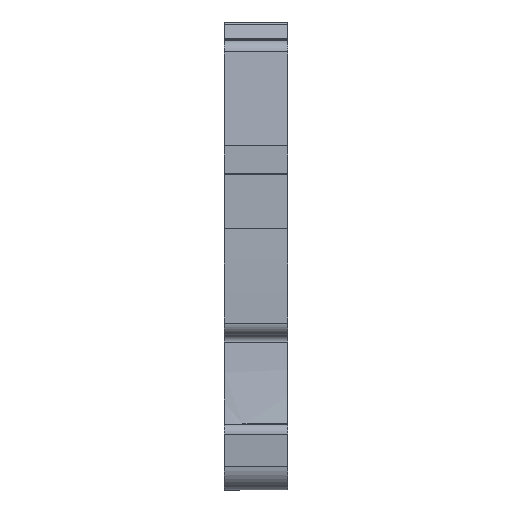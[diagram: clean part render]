
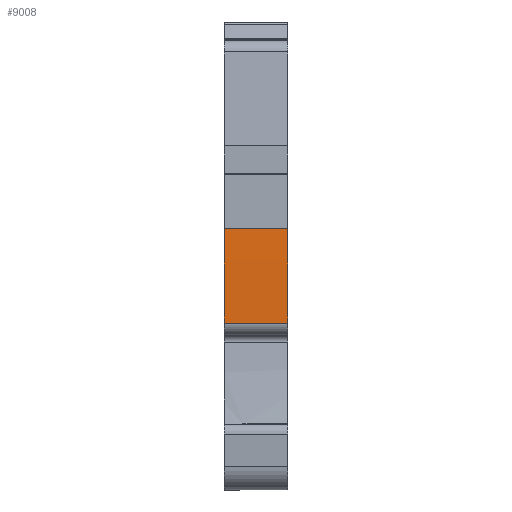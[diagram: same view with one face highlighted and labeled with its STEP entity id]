
A CAD part, front view. The second image highlights one B-rep face of the part: STEP entity #9008.
In plain terms, the highlighted cylindrical face has radius 154.9 mm (diameter 309.8 mm), a partial arc.
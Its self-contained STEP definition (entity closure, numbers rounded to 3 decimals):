
#8981=AXIS2_PLACEMENT_3D('Cylinder Axis2P3D',#8978,#8979,#8980) ;
#8985=AXIS2_PLACEMENT_3D('Circle Axis2P3D',#8983,#8984,$) ;
#8999=AXIS2_PLACEMENT_3D('Circle Axis2P3D',#8997,#8998,$) ;
#8952=CARTESIAN_POINT('Line Origine',(2.55,1.652,21.05)) ;
#8956=CARTESIAN_POINT('Vertex',(0.,1.652,21.05)) ;
#8958=CARTESIAN_POINT('Vertex',(5.1,1.652,21.05)) ;
#8978=CARTESIAN_POINT('Axis2P3D Location',(2.55,156.5,17.05)) ;
#8983=CARTESIAN_POINT('Axis2P3D Location',(0.,156.5,17.05)) ;
#8987=CARTESIAN_POINT('Vertex',(0.,1.642,13.427)) ;
#8990=CARTESIAN_POINT('Line Origine',(2.55,1.642,13.427)) ;
#8994=CARTESIAN_POINT('Vertex',(5.1,1.642,13.427)) ;
#8997=CARTESIAN_POINT('Axis2P3D Location',(5.1,156.5,17.05)) ;
#8953=DIRECTION('Vector Direction',(1.,0.,0.)) ;
#8979=DIRECTION('Axis2P3D Direction',(1.,0.,0.)) ;
#8980=DIRECTION('Axis2P3D XDirection',(0.,-0.993,0.118)) ;
#8984=DIRECTION('Axis2P3D Direction',(1.,0.,0.)) ;
#8991=DIRECTION('Vector Direction',(1.,0.,0.)) ;
#8998=DIRECTION('Axis2P3D Direction',(1.,0.,0.)) ;
#8954=VECTOR('Line Direction',#8953,1.) ;
#8992=VECTOR('Line Direction',#8991,1.) ;
#9003=ORIENTED_EDGE('',*,*,#8989,.T.) ;
#9004=ORIENTED_EDGE('',*,*,#8996,.T.) ;
#9005=ORIENTED_EDGE('',*,*,#9001,.F.) ;
#9006=ORIENTED_EDGE('',*,*,#8960,.F.) ;
#9008=ADVANCED_FACE('Hauptk\X2\00F6\X0\rper',(#9007),#8982,.T.) ;
#8986=CIRCLE('generated circle',#8985,154.9) ;
#9000=CIRCLE('generated circle',#8999,154.9) ;
#8982=CYLINDRICAL_SURFACE('generated cylinder',#8981,154.9) ;
#8960=EDGE_CURVE('',#8957,#8959,#8955,.T.) ;
#8989=EDGE_CURVE('',#8957,#8988,#8986,.T.) ;
#8996=EDGE_CURVE('',#8988,#8995,#8993,.T.) ;
#9001=EDGE_CURVE('',#8959,#8995,#9000,.T.) ;
#9002=EDGE_LOOP('',(#9003,#9004,#9005,#9006)) ;
#9007=FACE_OUTER_BOUND('',#9002,.T.) ;
#8955=LINE('Line',#8952,#8954) ;
#8993=LINE('Line',#8990,#8992) ;
#8957=VERTEX_POINT('',#8956) ;
#8959=VERTEX_POINT('',#8958) ;
#8988=VERTEX_POINT('',#8987) ;
#8995=VERTEX_POINT('',#8994) ;
